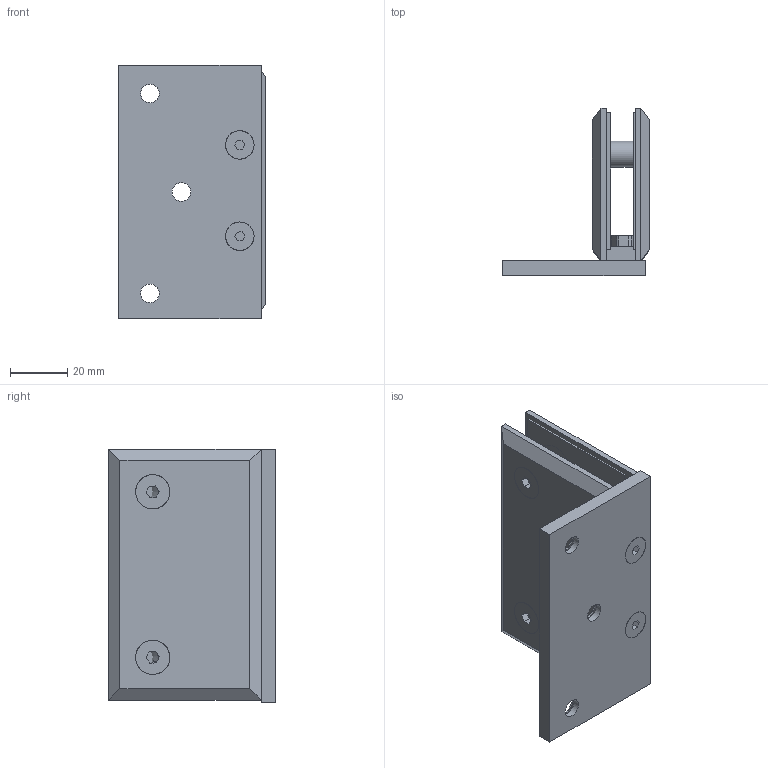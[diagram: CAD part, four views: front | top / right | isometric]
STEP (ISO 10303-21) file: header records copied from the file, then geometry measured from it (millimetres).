
FILE_DESCRIPTION(/* description */ ('Unknown'),/* implementation_level */ '2;1');
FILE_NAME(/* name */ '8500-L016-1000-2000',/* time_stamp */ '2017-11-27T10:01:42+01:00',/* author */ ('Unknown'),/* organization */ ('Unknown'),/* preprocessor_version */ 'ST-DEVELOPER v16.7',/* originating_system */ 'DEX',/* authorisation */ $);
FILE_SCHEMA (('AUTOMOTIVE_DESIGN {1 0 10303 214 3 1 1}'));
Length unit declared in the file: millimetre
Products named in the file (11): 8500-L016-1000-2000; DIN_7991_M5x12; SA8500H-1durch2_a; Platte_H1durch2; SA8500H-XX; Deckel; Unterlegplastik_1komma5; FT-2; DIN_6797_6mm; DIN_7991_M6x14; Sechskantmutter Flach_DIN EN ISO 4032_M6
Assembly tree (17 placements, depth 3):
  8500-L016-1000-2000
    DIN_7991_M5x12  x2
    SA8500H-1durch2_a
      DIN_7991_M5x12  x2
      Platte_H1durch2
    SA8500H-XX
      Deckel
      Unterlegplastik_1komma5  x2
      FT-2
      DIN_6797_6mm  x2
      DIN_7991_M6x14  x2
    Sechskantmutter Flach_DIN EN ISO 4032_M6  x2
Bounding box: 51.5 x 58.5 x 89 mm (x, y, z)
Volume: 74684.8 mm3; surface area: 44082.6 mm2
Topology: 15 solids, 15 shells, 249 faces, 587 edges, 372 vertices
Faces by surface type: plane 134, cone 63, cylinder 52
Full cylindrical faces by diameter (mm): 4.134 x2, 4.917 x4, 5 x4, 5.3 x2, 6 x4, 6.5 x5, 9 x2, 10 x6, 11 x3, 12 x4
Entity records: 4355 total; most frequent: CARTESIAN_POINT 711, DIRECTION 648, ORIENTED_EDGE 544, EDGE_CURVE 272, AXIS2_PLACEMENT_3D 253, FACE_BOUND 212, EDGE_LOOP 210, VERTEX_POINT 196
